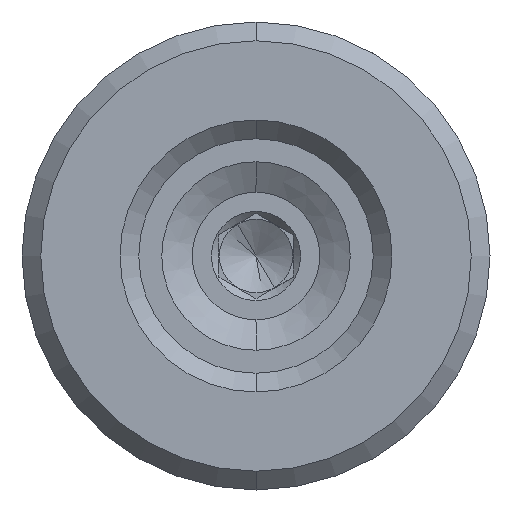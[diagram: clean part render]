
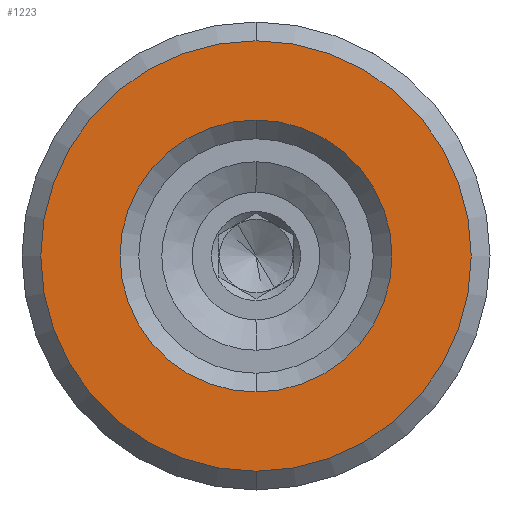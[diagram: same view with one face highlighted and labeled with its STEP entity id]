
A CAD part, front view. The second image highlights one B-rep face of the part: STEP entity #1223.
In plain terms, the highlighted planar face has unit normal (0, -1, 0).
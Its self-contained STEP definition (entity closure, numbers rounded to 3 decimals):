
#24 = DIRECTION ( 'NONE',  ( 0., 0., 1. ) ) ;
#29 = DIRECTION ( 'NONE',  ( 0., 1., 0. ) ) ;
#30 = CARTESIAN_POINT ( 'NONE',  ( 5.829, 0., 0. ) ) ;
#52 = AXIS2_PLACEMENT_3D ( 'NONE', #30, #29, #24 ) ;
#53 = DIRECTION ( 'NONE',  ( 0., 0., 1. ) ) ;
#55 = DIRECTION ( 'NONE',  ( 0., 1., 0. ) ) ;
#57 = CARTESIAN_POINT ( 'NONE',  ( 0., 0., 0. ) ) ;
#64 = PLANE ( 'NONE',  #52 ) ;
#86 = DIRECTION ( 'NONE',  ( 0., 0., 1. ) ) ;
#111 = DIRECTION ( 'NONE',  ( 0., 1., 0. ) ) ;
#129 = CARTESIAN_POINT ( 'NONE',  ( 0., 0., 0. ) ) ;
#336 = CIRCLE ( 'NONE', #2549, 5.829 ) ;
#337 = CARTESIAN_POINT ( 'NONE',  ( 0., 0., -3.683 ) ) ;
#382 = EDGE_CURVE ( 'NONE', #1336, #1119, #2114, .T. ) ;
#552 = ORIENTED_EDGE ( 'NONE', *, *, #2068, .F. ) ;
#608 = AXIS2_PLACEMENT_3D ( 'NONE', #57, #55, #53 ) ;
#656 = EDGE_LOOP ( 'NONE', ( #552, #2503 ) ) ;
#892 = CIRCLE ( 'NONE', #608, 3.683 ) ;
#989 = FACE_BOUND ( 'NONE', #1325, .T. ) ;
#1119 = VERTEX_POINT ( 'NONE', #337 ) ;
#1219 = EDGE_CURVE ( 'NONE', #1119, #1336, #892, .T. ) ;
#1223 = ADVANCED_FACE ( 'NONE', ( #989, #2427 ), #64, .F. ) ;
#1315 = DIRECTION ( 'NONE',  ( 0., 0., 1. ) ) ;
#1321 = DIRECTION ( 'NONE',  ( 0., 1., 0. ) ) ;
#1325 = EDGE_LOOP ( 'NONE', ( #1646, #2456 ) ) ;
#1336 = VERTEX_POINT ( 'NONE', #3099 ) ;
#1448 = CARTESIAN_POINT ( 'NONE',  ( 0., 0., 0. ) ) ;
#1646 = ORIENTED_EDGE ( 'NONE', *, *, #1219, .T. ) ;
#1655 = AXIS2_PLACEMENT_3D ( 'NONE', #129, #111, #86 ) ;
#1909 = AXIS2_PLACEMENT_3D ( 'NONE', #2163, #2308, #2184 ) ;
#2068 = EDGE_CURVE ( 'NONE', #2421, #2267, #336, .T. ) ;
#2114 = CIRCLE ( 'NONE', #1909, 3.683 ) ;
#2163 = CARTESIAN_POINT ( 'NONE',  ( 0., 0., 0. ) ) ;
#2184 = DIRECTION ( 'NONE',  ( 0., 0., 1. ) ) ;
#2267 = VERTEX_POINT ( 'NONE', #3169 ) ;
#2308 = DIRECTION ( 'NONE',  ( 0., 1., 0. ) ) ;
#2421 = VERTEX_POINT ( 'NONE', #2483 ) ;
#2427 = FACE_OUTER_BOUND ( 'NONE', #656, .T. ) ;
#2456 = ORIENTED_EDGE ( 'NONE', *, *, #382, .T. ) ;
#2483 = CARTESIAN_POINT ( 'NONE',  ( 0., 0., 5.829 ) ) ;
#2503 = ORIENTED_EDGE ( 'NONE', *, *, #3489, .F. ) ;
#2549 = AXIS2_PLACEMENT_3D ( 'NONE', #1448, #1321, #1315 ) ;
#3099 = CARTESIAN_POINT ( 'NONE',  ( 0., 0., 3.683 ) ) ;
#3169 = CARTESIAN_POINT ( 'NONE',  ( 0., 0., -5.829 ) ) ;
#3409 = CIRCLE ( 'NONE', #1655, 5.829 ) ;
#3489 = EDGE_CURVE ( 'NONE', #2267, #2421, #3409, .T. ) ;
